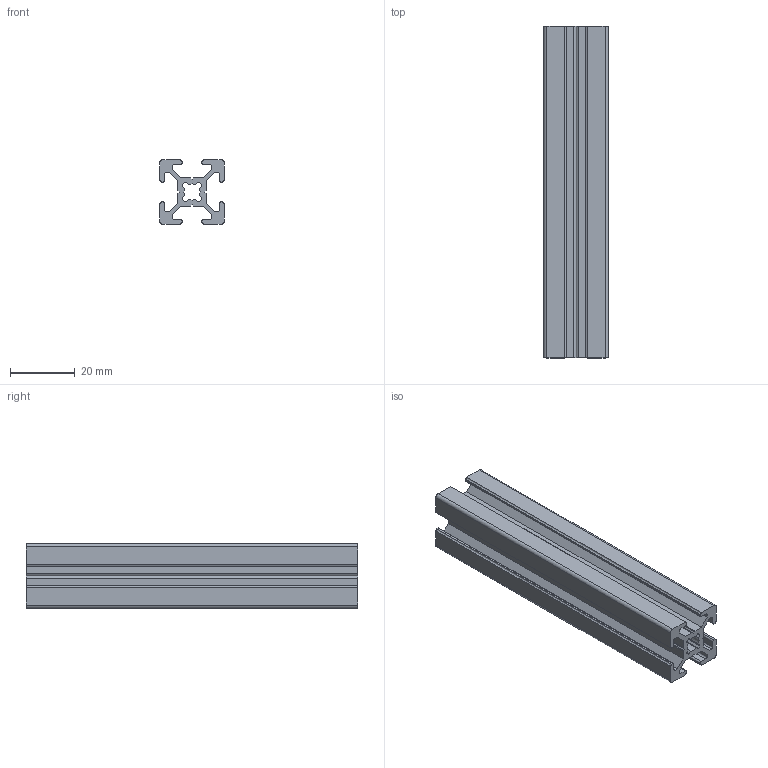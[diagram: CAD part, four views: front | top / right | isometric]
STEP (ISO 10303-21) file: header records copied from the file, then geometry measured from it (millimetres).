
FILE_DESCRIPTION (( 'STEP AP203' ), '1' );
FILE_NAME ('2cmX2cmX10.25cm Extrusion2_Default_sldprt.STEP', '2023-10-19T05:33:04', ( '' ), ( '' ), 'SwSTEP 2.0', 'SolidWorks 2023', '' );
FILE_SCHEMA (( 'CONFIG_CONTROL_DESIGN' ));
Length unit declared in the file: millimetre
Products named in the file (1): 2cmX2cmX10.25cm Extrusion2_Default_sldprt
Bounding box: 20 x 102.5 x 20 mm (x, y, z)
Volume: 17215 mm3; surface area: 18660.2 mm2
Topology: 1 solids, 1 shells, 121 faces, 357 edges, 238 vertices
Faces by surface type: plane 70, cylinder 51
Entity records: 4134 total; most frequent: CARTESIAN_POINT 717, ORIENTED_EDGE 714, DIRECTION 703, EDGE_CURVE 357, VECTOR 255, LINE 255, VERTEX_POINT 238, AXIS2_PLACEMENT_3D 224
